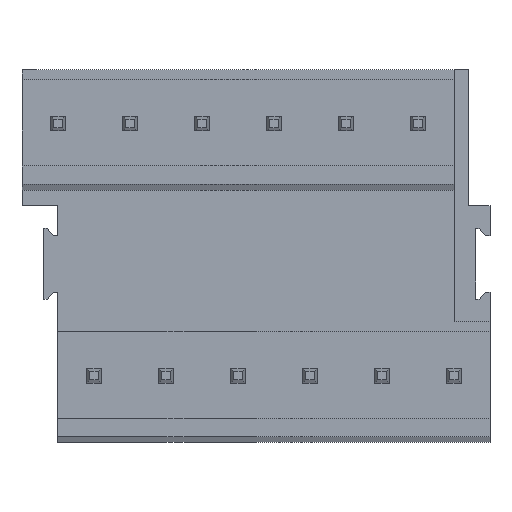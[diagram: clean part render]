
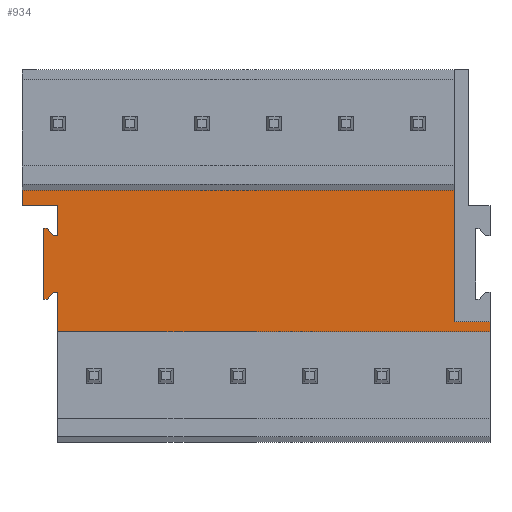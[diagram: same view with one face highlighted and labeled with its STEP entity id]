
A CAD part, top view. The second image highlights one B-rep face of the part: STEP entity #934.
In plain terms, the highlighted planar face has unit normal (0, 0, 1).
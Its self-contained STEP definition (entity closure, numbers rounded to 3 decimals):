
#597=AXIS2_PLACEMENT_3D('Plane Axis2P3D',#594,#595,#596) ;
#42=CARTESIAN_POINT('Vertex',(2.54,14.6,15.2)) ;
#45=CARTESIAN_POINT('Line Origine',(2.54,15.65,15.2)) ;
#49=CARTESIAN_POINT('Vertex',(2.54,16.7,15.2)) ;
#82=CARTESIAN_POINT('Vertex',(2.54,10.6,15.2)) ;
#85=CARTESIAN_POINT('Line Origine',(2.39,10.6,15.2)) ;
#89=CARTESIAN_POINT('Vertex',(2.24,10.6,15.2)) ;
#116=CARTESIAN_POINT('Line Origine',(2.005,10.35,15.2)) ;
#120=CARTESIAN_POINT('Vertex',(1.77,10.1,15.2)) ;
#147=CARTESIAN_POINT('Line Origine',(1.655,10.1,15.2)) ;
#151=CARTESIAN_POINT('Vertex',(1.54,10.1,15.2)) ;
#178=CARTESIAN_POINT('Line Origine',(1.54,12.6,15.2)) ;
#182=CARTESIAN_POINT('Vertex',(1.54,15.1,15.2)) ;
#209=CARTESIAN_POINT('Line Origine',(1.655,15.1,15.2)) ;
#213=CARTESIAN_POINT('Vertex',(1.77,15.1,15.2)) ;
#240=CARTESIAN_POINT('Line Origine',(2.005,14.85,15.2)) ;
#244=CARTESIAN_POINT('Vertex',(2.24,14.6,15.2)) ;
#271=CARTESIAN_POINT('Line Origine',(2.39,14.6,15.2)) ;
#299=CARTESIAN_POINT('Vertex',(2.54,7.8,15.2)) ;
#313=CARTESIAN_POINT('Vertex',(33.02,7.8,15.2)) ;
#316=CARTESIAN_POINT('Line Origine',(17.78,7.8,15.2)) ;
#594=CARTESIAN_POINT('Axis2P3D Location',(0.,0.4,15.2)) ;
#718=CARTESIAN_POINT('Line Origine',(2.54,9.2,15.2)) ;
#784=CARTESIAN_POINT('Vertex',(0.,16.7,15.2)) ;
#787=CARTESIAN_POINT('Line Origine',(0.,17.64,15.2)) ;
#791=CARTESIAN_POINT('Vertex',(0.,18.58,15.2)) ;
#885=CARTESIAN_POINT('Line Origine',(31.75,8.5,15.2)) ;
#889=CARTESIAN_POINT('Vertex',(33.02,8.5,15.2)) ;
#891=CARTESIAN_POINT('Vertex',(30.48,8.5,15.2)) ;
#894=CARTESIAN_POINT('Line Origine',(30.48,13.54,15.2)) ;
#898=CARTESIAN_POINT('Vertex',(30.48,18.58,15.2)) ;
#901=CARTESIAN_POINT('Line Origine',(15.24,18.58,15.2)) ;
#906=CARTESIAN_POINT('Line Origine',(1.27,16.7,15.2)) ;
#911=CARTESIAN_POINT('Line Origine',(33.02,8.15,15.2)) ;
#46=DIRECTION('Vector Direction',(0.,1.,0.)) ;
#86=DIRECTION('Vector Direction',(-1.,0.,0.)) ;
#117=DIRECTION('Vector Direction',(-0.685,-0.729,0.)) ;
#148=DIRECTION('Vector Direction',(-1.,0.,0.)) ;
#179=DIRECTION('Vector Direction',(0.,1.,0.)) ;
#210=DIRECTION('Vector Direction',(1.,0.,0.)) ;
#241=DIRECTION('Vector Direction',(0.685,-0.729,0.)) ;
#272=DIRECTION('Vector Direction',(1.,0.,0.)) ;
#317=DIRECTION('Vector Direction',(1.,0.,0.)) ;
#595=DIRECTION('Axis2P3D Direction',(0.,0.,-1.)) ;
#596=DIRECTION('Axis2P3D XDirection',(0.,1.,0.)) ;
#719=DIRECTION('Vector Direction',(0.,-1.,0.)) ;
#788=DIRECTION('Vector Direction',(0.,1.,0.)) ;
#886=DIRECTION('Vector Direction',(-1.,0.,0.)) ;
#895=DIRECTION('Vector Direction',(0.,-1.,0.)) ;
#902=DIRECTION('Vector Direction',(1.,0.,0.)) ;
#907=DIRECTION('Vector Direction',(1.,0.,0.)) ;
#912=DIRECTION('Vector Direction',(0.,1.,0.)) ;
#47=VECTOR('Line Direction',#46,1.) ;
#87=VECTOR('Line Direction',#86,1.) ;
#118=VECTOR('Line Direction',#117,1.) ;
#149=VECTOR('Line Direction',#148,1.) ;
#180=VECTOR('Line Direction',#179,1.) ;
#211=VECTOR('Line Direction',#210,1.) ;
#242=VECTOR('Line Direction',#241,1.) ;
#273=VECTOR('Line Direction',#272,1.) ;
#318=VECTOR('Line Direction',#317,1.) ;
#720=VECTOR('Line Direction',#719,1.) ;
#789=VECTOR('Line Direction',#788,1.) ;
#887=VECTOR('Line Direction',#886,1.) ;
#896=VECTOR('Line Direction',#895,1.) ;
#903=VECTOR('Line Direction',#902,1.) ;
#908=VECTOR('Line Direction',#907,1.) ;
#913=VECTOR('Line Direction',#912,1.) ;
#917=ORIENTED_EDGE('',*,*,#893,.T.) ;
#918=ORIENTED_EDGE('',*,*,#900,.F.) ;
#919=ORIENTED_EDGE('',*,*,#905,.F.) ;
#920=ORIENTED_EDGE('',*,*,#793,.F.) ;
#921=ORIENTED_EDGE('',*,*,#910,.T.) ;
#922=ORIENTED_EDGE('',*,*,#51,.F.) ;
#923=ORIENTED_EDGE('',*,*,#275,.F.) ;
#924=ORIENTED_EDGE('',*,*,#246,.F.) ;
#925=ORIENTED_EDGE('',*,*,#215,.F.) ;
#926=ORIENTED_EDGE('',*,*,#184,.F.) ;
#927=ORIENTED_EDGE('',*,*,#153,.F.) ;
#928=ORIENTED_EDGE('',*,*,#122,.F.) ;
#929=ORIENTED_EDGE('',*,*,#91,.F.) ;
#930=ORIENTED_EDGE('',*,*,#722,.T.) ;
#931=ORIENTED_EDGE('',*,*,#320,.T.) ;
#932=ORIENTED_EDGE('',*,*,#915,.T.) ;
#934=ADVANCED_FACE('Housing',(#933),#598,.F.) ;
#51=EDGE_CURVE('',#43,#50,#48,.T.) ;
#91=EDGE_CURVE('',#83,#90,#88,.T.) ;
#122=EDGE_CURVE('',#90,#121,#119,.T.) ;
#153=EDGE_CURVE('',#121,#152,#150,.T.) ;
#184=EDGE_CURVE('',#152,#183,#181,.T.) ;
#215=EDGE_CURVE('',#183,#214,#212,.T.) ;
#246=EDGE_CURVE('',#214,#245,#243,.T.) ;
#275=EDGE_CURVE('',#245,#43,#274,.T.) ;
#320=EDGE_CURVE('',#300,#314,#319,.T.) ;
#722=EDGE_CURVE('',#83,#300,#721,.T.) ;
#793=EDGE_CURVE('',#785,#792,#790,.T.) ;
#893=EDGE_CURVE('',#890,#892,#888,.T.) ;
#900=EDGE_CURVE('',#899,#892,#897,.T.) ;
#905=EDGE_CURVE('',#792,#899,#904,.T.) ;
#910=EDGE_CURVE('',#785,#50,#909,.T.) ;
#915=EDGE_CURVE('',#314,#890,#914,.T.) ;
#916=EDGE_LOOP('',(#917,#918,#919,#920,#921,#922,#923,#924,#925,#926,#927,#928,#929,#930,#931,#932)) ;
#933=FACE_OUTER_BOUND('',#916,.T.) ;
#48=LINE('Line',#45,#47) ;
#88=LINE('Line',#85,#87) ;
#119=LINE('Line',#116,#118) ;
#150=LINE('Line',#147,#149) ;
#181=LINE('Line',#178,#180) ;
#212=LINE('Line',#209,#211) ;
#243=LINE('Line',#240,#242) ;
#274=LINE('Line',#271,#273) ;
#319=LINE('Line',#316,#318) ;
#721=LINE('Line',#718,#720) ;
#790=LINE('Line',#787,#789) ;
#888=LINE('Line',#885,#887) ;
#897=LINE('Line',#894,#896) ;
#904=LINE('Line',#901,#903) ;
#909=LINE('Line',#906,#908) ;
#914=LINE('Line',#911,#913) ;
#598=PLANE('',#597) ;
#43=VERTEX_POINT('',#42) ;
#50=VERTEX_POINT('',#49) ;
#83=VERTEX_POINT('',#82) ;
#90=VERTEX_POINT('',#89) ;
#121=VERTEX_POINT('',#120) ;
#152=VERTEX_POINT('',#151) ;
#183=VERTEX_POINT('',#182) ;
#214=VERTEX_POINT('',#213) ;
#245=VERTEX_POINT('',#244) ;
#300=VERTEX_POINT('',#299) ;
#314=VERTEX_POINT('',#313) ;
#785=VERTEX_POINT('',#784) ;
#792=VERTEX_POINT('',#791) ;
#890=VERTEX_POINT('',#889) ;
#892=VERTEX_POINT('',#891) ;
#899=VERTEX_POINT('',#898) ;
